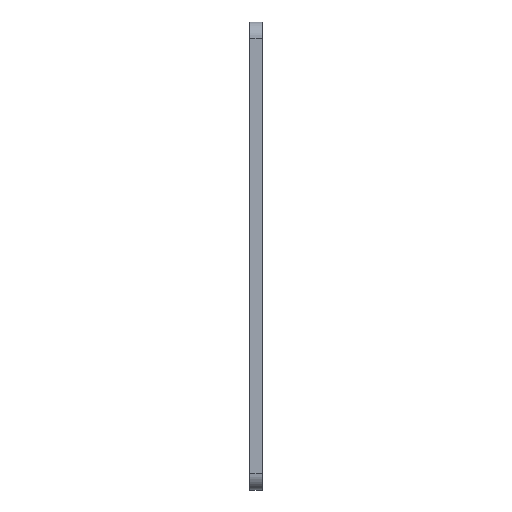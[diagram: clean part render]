
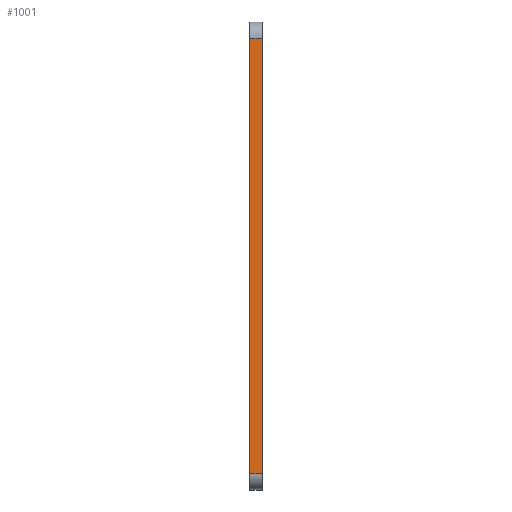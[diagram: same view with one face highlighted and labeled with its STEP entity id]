
A CAD part, left-side view. The second image highlights one B-rep face of the part: STEP entity #1001.
In plain terms, the highlighted planar face has unit normal (-1, 0, 0).
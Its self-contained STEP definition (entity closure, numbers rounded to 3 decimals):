
#96 = ORIENTED_EDGE ( 'NONE', *, *, #1221, .T. ) ;
#127 = CARTESIAN_POINT ( 'NONE',  ( -218., 0., 135. ) ) ;
#133 = CARTESIAN_POINT ( 'NONE',  ( -218., 0., 135. ) ) ;
#210 = LINE ( 'NONE', #133, #1119 ) ;
#235 = DIRECTION ( 'NONE',  ( 0., 0., -1. ) ) ;
#261 = ORIENTED_EDGE ( 'NONE', *, *, #1724, .F. ) ;
#460 = CARTESIAN_POINT ( 'NONE',  ( -218., 8., -135. ) ) ;
#472 = DIRECTION ( 'NONE',  ( 0., 1., 0. ) ) ;
#498 = CARTESIAN_POINT ( 'NONE',  ( -218., 8., 135. ) ) ;
#578 = VECTOR ( 'NONE', #235, 1000. ) ;
#609 = CARTESIAN_POINT ( 'NONE',  ( -218., 0., -135. ) ) ;
#650 = VECTOR ( 'NONE', #1110, 1000. ) ;
#660 = PLANE ( 'NONE',  #1841 ) ;
#831 = ORIENTED_EDGE ( 'NONE', *, *, #1722, .T. ) ;
#961 = DIRECTION ( 'NONE',  ( -1., 0., 0. ) ) ;
#962 = CARTESIAN_POINT ( 'NONE',  ( -218., 0., 145. ) ) ;
#980 = CARTESIAN_POINT ( 'NONE',  ( -218., 8., 145. ) ) ;
#1001 = ADVANCED_FACE ( 'NONE', ( #1022 ), #660, .T. ) ;
#1002 = VERTEX_POINT ( 'NONE', #127 ) ;
#1022 = FACE_OUTER_BOUND ( 'NONE', #1148, .T. ) ;
#1042 = LINE ( 'NONE', #962, #650 ) ;
#1110 = DIRECTION ( 'NONE',  ( 0., 0., -1. ) ) ;
#1119 = VECTOR ( 'NONE', #472, 1000. ) ;
#1148 = EDGE_LOOP ( 'NONE', ( #261, #96, #831, #1301 ) ) ;
#1221 = EDGE_CURVE ( 'NONE', #1002, #1443, #210, .T. ) ;
#1295 = EDGE_CURVE ( 'NONE', #1312, #1575, #1474, .T. ) ;
#1301 = ORIENTED_EDGE ( 'NONE', *, *, #1295, .T. ) ;
#1312 = VERTEX_POINT ( 'NONE', #460 ) ;
#1402 = LINE ( 'NONE', #980, #578 ) ;
#1443 = VERTEX_POINT ( 'NONE', #498 ) ;
#1474 = LINE ( 'NONE', #609, #1612 ) ;
#1549 = CARTESIAN_POINT ( 'NONE',  ( -218., 0., -145. ) ) ;
#1575 = VERTEX_POINT ( 'NONE', #1777 ) ;
#1612 = VECTOR ( 'NONE', #1758, 1000. ) ;
#1691 = DIRECTION ( 'NONE',  ( 0., 0., 1. ) ) ;
#1722 = EDGE_CURVE ( 'NONE', #1443, #1312, #1402, .T. ) ;
#1724 = EDGE_CURVE ( 'NONE', #1002, #1575, #1042, .T. ) ;
#1758 = DIRECTION ( 'NONE',  ( 0., -1., 0. ) ) ;
#1777 = CARTESIAN_POINT ( 'NONE',  ( -218., 0., -135. ) ) ;
#1841 = AXIS2_PLACEMENT_3D ( 'NONE', #1549, #961, #1691 ) ;
